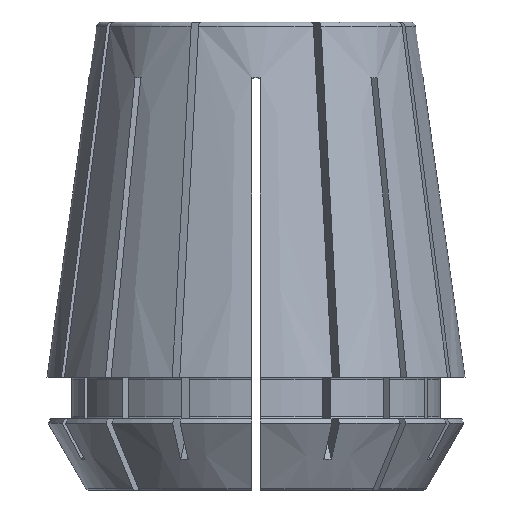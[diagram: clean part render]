
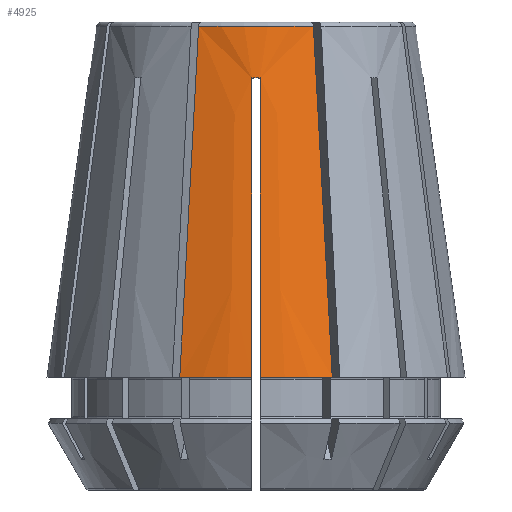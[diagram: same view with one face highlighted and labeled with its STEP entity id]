
A CAD part, left-side view. The second image highlights one B-rep face of the part: STEP entity #4925.
In plain terms, the highlighted conical face has half-angle 8 degrees and reference radius 20.55 mm.
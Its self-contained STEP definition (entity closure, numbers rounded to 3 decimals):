
#25=CONICAL_SURFACE('',#5243,20.55,0.14);
#220=CIRCLE('',#5242,20.55);
#221=CIRCLE('',#5244,16.418);
#222=CIRCLE('',#5245,20.55);
#223=CIRCLE('',#5246,15.706);
#1171=ORIENTED_EDGE('',*,*,#2759,.F.);
#1172=ORIENTED_EDGE('',*,*,#2758,.T.);
#1173=ORIENTED_EDGE('',*,*,#2760,.F.);
#1174=ORIENTED_EDGE('',*,*,#2761,.F.);
#1175=ORIENTED_EDGE('',*,*,#2762,.T.);
#1176=ORIENTED_EDGE('',*,*,#2763,.T.);
#1177=ORIENTED_EDGE('',*,*,#2764,.T.);
#1178=ORIENTED_EDGE('',*,*,#2765,.F.);
#2758=EDGE_CURVE('',#3542,#3543,#220,.T.);
#2759=EDGE_CURVE('',#3542,#3544,#4039,.T.);
#2760=EDGE_CURVE('',#3545,#3543,#4040,.T.);
#2761=EDGE_CURVE('',#3546,#3545,#221,.T.);
#2762=EDGE_CURVE('',#3546,#3547,#4041,.T.);
#2763=EDGE_CURVE('',#3547,#3548,#222,.T.);
#2764=EDGE_CURVE('',#3548,#3549,#4042,.T.);
#2765=EDGE_CURVE('',#3544,#3549,#223,.T.);
#3542=VERTEX_POINT('',#7381);
#3543=VERTEX_POINT('',#7383);
#3544=VERTEX_POINT('',#7390);
#3545=VERTEX_POINT('',#7398);
#3546=VERTEX_POINT('',#7400);
#3547=VERTEX_POINT('',#7408);
#3548=VERTEX_POINT('',#7410);
#3549=VERTEX_POINT('',#7415);
#4039=B_SPLINE_CURVE_WITH_KNOTS('',3,(#7386,#7387,#7388,#7389),
 .UNSPECIFIED.,.F.,.F.,(4,4),(0.,0.035),
 .UNSPECIFIED.);
#4040=B_SPLINE_CURVE_WITH_KNOTS('',3,(#7391,#7392,#7393,#7394,#7395,#7396,
#7397),.UNSPECIFIED.,.F.,.F.,(4,3,4),(0.026,0.03,
0.056),.UNSPECIFIED.);
#4041=B_SPLINE_CURVE_WITH_KNOTS('',3,(#7401,#7402,#7403,#7404,#7405,#7406,
#7407),.UNSPECIFIED.,.F.,.F.,(4,3,4),(0.026,0.03,
0.056),.UNSPECIFIED.);
#4042=B_SPLINE_CURVE_WITH_KNOTS('',3,(#7411,#7412,#7413,#7414),
 .UNSPECIFIED.,.F.,.F.,(4,4),(0.,0.035),
 .UNSPECIFIED.);
#4277=EDGE_LOOP('',(#1171,#1172,#1173,#1174,#1175,#1176,#1177,#1178));
#4549=FACE_BOUND('',#4277,.T.);
#4925=ADVANCED_FACE('',(#4549),#25,.T.);
#5242=AXIS2_PLACEMENT_3D('',#7384,#5876,#5877);
#5243=AXIS2_PLACEMENT_3D('',#7385,#5878,#5879);
#5244=AXIS2_PLACEMENT_3D('',#7399,#5880,#5881);
#5245=AXIS2_PLACEMENT_3D('',#7409,#5882,#5883);
#5246=AXIS2_PLACEMENT_3D('',#7416,#5884,#5885);
#5876=DIRECTION('',(0.,0.,1.));
#5877=DIRECTION('',(1.,0.,0.));
#5878=DIRECTION('',(0.,0.,-1.));
#5879=DIRECTION('',(-1.,0.,0.));
#5880=DIRECTION('',(0.,0.,-1.));
#5881=DIRECTION('',(-1.,0.,0.));
#5882=DIRECTION('',(0.,0.,1.));
#5883=DIRECTION('',(1.,0.,0.));
#5884=DIRECTION('',(0.,0.,1.));
#5885=DIRECTION('',(1.,0.,0.));
#7381=CARTESIAN_POINT('',(-19.135,7.493,11.1));
#7383=CARTESIAN_POINT('',(-20.546,0.4,11.1));
#7384=CARTESIAN_POINT('',(0.,0.,11.1));
#7385=CARTESIAN_POINT('',(0.,0.,11.1));
#7386=CARTESIAN_POINT('',(-19.135,7.493,11.1));
#7387=CARTESIAN_POINT('',(-17.643,6.875,22.59));
#7388=CARTESIAN_POINT('',(-16.151,6.257,34.08));
#7389=CARTESIAN_POINT('',(-14.658,5.639,45.57));
#7390=CARTESIAN_POINT('',(-14.658,5.639,45.57));
#7391=CARTESIAN_POINT('',(-16.413,0.4,40.5));
#7392=CARTESIAN_POINT('',(-16.574,0.4,39.356));
#7393=CARTESIAN_POINT('',(-16.735,0.4,38.212));
#7394=CARTESIAN_POINT('',(-16.896,0.4,37.069));
#7395=CARTESIAN_POINT('',(-18.113,0.4,28.412));
#7396=CARTESIAN_POINT('',(-19.329,0.4,19.756));
#7397=CARTESIAN_POINT('',(-20.546,0.4,11.1));
#7398=CARTESIAN_POINT('',(-16.413,0.4,40.5));
#7399=CARTESIAN_POINT('',(0.,0.,40.5));
#7400=CARTESIAN_POINT('',(-16.413,-0.4,40.5));
#7401=CARTESIAN_POINT('',(-16.413,-0.4,40.5));
#7402=CARTESIAN_POINT('',(-16.574,-0.4,39.356));
#7403=CARTESIAN_POINT('',(-16.735,-0.4,38.212));
#7404=CARTESIAN_POINT('',(-16.896,-0.4,37.069));
#7405=CARTESIAN_POINT('',(-18.113,-0.4,28.412));
#7406=CARTESIAN_POINT('',(-19.329,-0.4,19.756));
#7407=CARTESIAN_POINT('',(-20.546,-0.4,11.1));
#7408=CARTESIAN_POINT('',(-20.546,-0.4,11.1));
#7409=CARTESIAN_POINT('',(0.,0.,11.1));
#7410=CARTESIAN_POINT('',(-19.135,-7.493,11.1));
#7411=CARTESIAN_POINT('',(-19.135,-7.493,11.1));
#7412=CARTESIAN_POINT('',(-17.643,-6.875,22.59));
#7413=CARTESIAN_POINT('',(-16.151,-6.257,34.08));
#7414=CARTESIAN_POINT('',(-14.658,-5.639,45.57));
#7415=CARTESIAN_POINT('',(-14.658,-5.639,45.57));
#7416=CARTESIAN_POINT('',(0.,0.,45.57));
